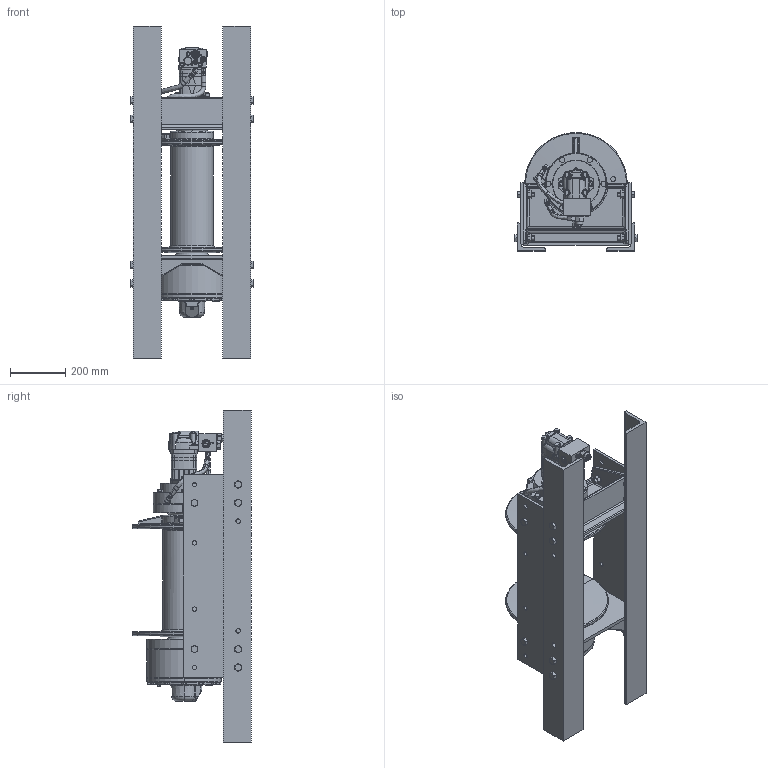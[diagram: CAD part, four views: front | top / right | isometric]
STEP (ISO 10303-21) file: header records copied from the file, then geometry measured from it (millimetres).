
FILE_DESCRIPTION((''),'2;1');
FILE_NAME('TWG-TEMP','2020-10-19T00:58:29',('Administrator'),(''),'CREO PARAMETRIC BY PTC INC, 2019030','CREO PARAMETRIC BY PTC INC, 2019030','');
FILE_SCHEMA(('AUTOMOTIVE_DESIGN { 1 0 10303 214 1 1 1 1 }'));
Products named in the file (1): TWG-TEMP
Bounding box: 449.99 x 431.01 x 1206.5 mm (x, y, z)
Surface area: 3550044.4 mm2 (no closed solid volume)
Topology: 0 solids, 217 shells, 2136 faces, 7582 edges, 5479 vertices
Faces by surface type: plane 810, cylinder 543, torus 355, cone 258, bspline 124, sphere 45, extrusion 1
Entity records: 118898 total; most frequent: CARTESIAN_POINT 44196, ORIENTED_EDGE 11794, DIRECTION 10988, EDGE_CURVE 7493, VERTEX_POINT 5480, AXIS2_PLACEMENT_3D 3954, VECTOR 3077, LINE 3076
